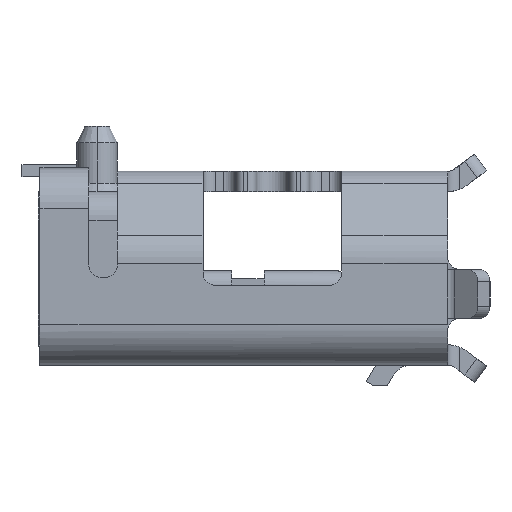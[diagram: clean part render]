
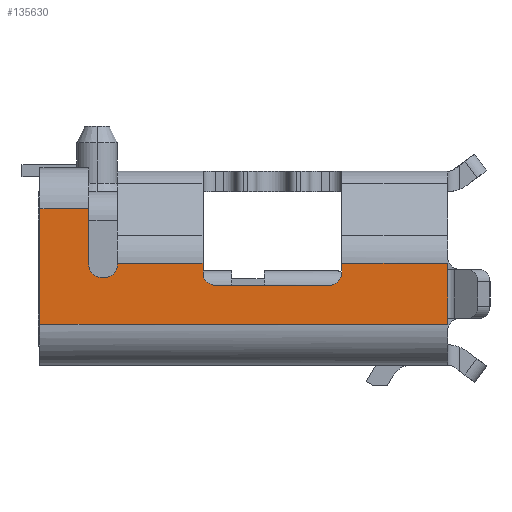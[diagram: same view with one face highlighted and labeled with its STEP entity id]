
A CAD part, left-side view. The second image highlights one B-rep face of the part: STEP entity #135630.
In plain terms, the highlighted planar face has unit normal (-1, 0, 0).
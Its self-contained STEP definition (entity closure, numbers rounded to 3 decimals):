
#99380=CARTESIAN_POINT('',(2.5,-20.75,3.185));
#99390=VERTEX_POINT('',#99380);
#99420=CARTESIAN_POINT('',(2.5,-20.75,3.066));
#99430=DIRECTION('',(0.,0.,1.));
#99440=VECTOR('',#99430,0.119);
#99450=LINE('',#99420,#99440);
#99460=CARTESIAN_POINT('',(2.5,-20.75,3.066));
#99470=VERTEX_POINT('',#99460);
#99480=EDGE_CURVE('',#99470,#99390,#99450,.T.);
#126550=CARTESIAN_POINT('',(2.5,-21.8,3.085));
#126560=VERTEX_POINT('',#126550);
#126590=CARTESIAN_POINT('',(2.5,-21.95,3.085));
#126600=DIRECTION('',(1.,0.,0.));
#126610=DIRECTION('',(0.,1.,0.));
#126620=AXIS2_PLACEMENT_3D('',#126590,#126600,#126610);
#126630=CIRCLE('',#126620,0.15);
#126640=CARTESIAN_POINT('',(2.5,-21.95,3.235));
#126650=VERTEX_POINT('',#126640);
#126660=EDGE_CURVE('',#126560,#126650,#126630,.T.);
#126840=CARTESIAN_POINT('',(2.5,-22.,3.235));
#126850=DIRECTION('',(0.,1.,0.));
#126860=VECTOR('',#126850,0.05);
#126870=LINE('',#126840,#126860);
#126880=CARTESIAN_POINT('',(2.5,-22.,3.235));
#126890=VERTEX_POINT('',#126880);
#126900=EDGE_CURVE('',#126890,#126650,#126870,.T.);
#127060=CARTESIAN_POINT('',(2.5,-22.15,3.085));
#127070=DIRECTION('',(-0.,0.,-1.));
#127080=VECTOR('',#127070,0.69);
#127090=LINE('',#127060,#127080);
#127100=CARTESIAN_POINT('',(2.5,-22.15,3.085));
#127110=VERTEX_POINT('',#127100);
#127120=CARTESIAN_POINT('',(2.5,-22.15,2.395));
#127130=VERTEX_POINT('',#127120);
#127140=EDGE_CURVE('',#127110,#127130,#127090,.T.);
#132100=CARTESIAN_POINT('',(2.5,-17.75,3.74));
#132110=VERTEX_POINT('',#132100);
#133880=CARTESIAN_POINT('',(2.5,-20.6,3.185));
#133890=DIRECTION('',(1.,0.,0.));
#133900=DIRECTION('',(0.,0.,1.));
#133910=AXIS2_PLACEMENT_3D('',#133880,#133890,#133900);
#133920=CIRCLE('',#133910,0.15);
#133930=CARTESIAN_POINT('',(2.5,-20.6,3.335));
#133940=VERTEX_POINT('',#133930);
#133950=EDGE_CURVE('',#133940,#99390,#133920,.T.);
#134130=CARTESIAN_POINT('',(2.5,-17.75,3.066));
#134140=DIRECTION('',(0.,-1.,0.));
#134150=VECTOR('',#134140,1.);
#134160=LINE('',#134130,#134150);
#134170=CARTESIAN_POINT('',(2.5,-21.8,3.066));
#134180=VERTEX_POINT('',#134170);
#134190=EDGE_CURVE('',#99470,#134180,#134160,.T.);
#134600=CARTESIAN_POINT('',(2.5,-17.75,3.066));
#134610=DIRECTION('',(1.,0.,0.));
#134620=DIRECTION('',(0.,0.,1.));
#134630=AXIS2_PLACEMENT_3D('',#134600,#134610,#134620);
#134640=PLANE('',#134630);
#134650=CARTESIAN_POINT('',(2.5,-22.75,2.395));
#134660=DIRECTION('',(0.,0.,1.));
#134670=VECTOR('',#134660,1.42);
#134680=LINE('',#134650,#134670);
#134690=CARTESIAN_POINT('',(2.5,-22.75,2.395));
#134700=VERTEX_POINT('',#134690);
#134710=CARTESIAN_POINT('',(2.5,-22.75,3.815));
#134720=VERTEX_POINT('',#134710);
#134730=EDGE_CURVE('',#134700,#134720,#134680,.T.);
#134740=ORIENTED_EDGE('',*,*,#134730,.T.);
#134750=CARTESIAN_POINT('',(2.5,-22.75,2.395));
#134760=DIRECTION('',(0.,1.,0.));
#134770=VECTOR('',#134760,0.6);
#134780=LINE('',#134750,#134770);
#134790=EDGE_CURVE('',#134700,#127130,#134780,.T.);
#134800=ORIENTED_EDGE('',*,*,#134790,.F.);
#134810=ORIENTED_EDGE('',*,*,#127140,.T.);
#134820=CARTESIAN_POINT('',(2.5,-22.,3.085));
#134830=DIRECTION('',(1.,0.,0.));
#134840=DIRECTION('',(0.,0.,1.));
#134850=AXIS2_PLACEMENT_3D('',#134820,#134830,#134840);
#134860=CIRCLE('',#134850,0.15);
#134870=EDGE_CURVE('',#126890,#127110,#134860,.T.);
#134880=ORIENTED_EDGE('',*,*,#134870,.T.);
#134890=ORIENTED_EDGE('',*,*,#126900,.F.);
#134900=ORIENTED_EDGE('',*,*,#126660,.T.);
#134910=CARTESIAN_POINT('',(2.5,-21.8,3.066));
#134920=DIRECTION('',(0.,0.,1.));
#134930=VECTOR('',#134920,0.019);
#134940=LINE('',#134910,#134930);
#134950=EDGE_CURVE('',#134180,#126560,#134940,.T.);
#134960=ORIENTED_EDGE('',*,*,#134950,.T.);
#134970=ORIENTED_EDGE('',*,*,#134190,.T.);
#134980=ORIENTED_EDGE('',*,*,#99480,.F.);
#134990=ORIENTED_EDGE('',*,*,#133950,.T.);
#135000=CARTESIAN_POINT('',(2.5,-17.75,3.335));
#135010=DIRECTION('',(0.,1.,0.));
#135020=VECTOR('',#135010,1.);
#135030=LINE('',#135000,#135020);
#135040=CARTESIAN_POINT('',(2.5,-19.2,3.335));
#135050=VERTEX_POINT('',#135040);
#135060=EDGE_CURVE('',#133940,#135050,#135030,.T.);
#135070=ORIENTED_EDGE('',*,*,#135060,.F.);
#135080=CARTESIAN_POINT('',(2.5,-19.2,3.185));
#135090=DIRECTION('',(1.,0.,0.));
#135100=DIRECTION('',(0.,1.,0.));
#135110=AXIS2_PLACEMENT_3D('',#135080,#135090,#135100);
#135120=CIRCLE('',#135110,0.15);
#135130=CARTESIAN_POINT('',(2.5,-19.05,3.185));
#135140=VERTEX_POINT('',#135130);
#135150=EDGE_CURVE('',#135140,#135050,#135120,.T.);
#135160=ORIENTED_EDGE('',*,*,#135150,.T.);
#135170=CARTESIAN_POINT('',(2.5,-19.05,3.066));
#135180=DIRECTION('',(0.,0.,1.));
#135190=VECTOR('',#135180,0.119);
#135200=LINE('',#135170,#135190);
#135210=CARTESIAN_POINT('',(2.5,-19.05,3.066));
#135220=VERTEX_POINT('',#135210);
#135230=EDGE_CURVE('',#135220,#135140,#135200,.T.);
#135240=ORIENTED_EDGE('',*,*,#135230,.T.);
#135250=CARTESIAN_POINT('',(2.5,-17.75,3.066));
#135260=DIRECTION('',(0.,-1.,0.));
#135270=VECTOR('',#135260,1.);
#135280=LINE('',#135250,#135270);
#135290=CARTESIAN_POINT('',(2.5,-17.75,3.066));
#135300=VERTEX_POINT('',#135290);
#135310=EDGE_CURVE('',#135300,#135220,#135280,.T.);
#135320=ORIENTED_EDGE('',*,*,#135310,.T.);
#135330=CARTESIAN_POINT('',(2.5,-17.75,3.066));
#135340=DIRECTION('',(0.,0.,1.));
#135350=VECTOR('',#135340,0.075);
#135360=LINE('',#135330,#135350);
#135370=CARTESIAN_POINT('',(2.5,-17.75,3.141));
#135380=VERTEX_POINT('',#135370);
#135390=EDGE_CURVE('',#135300,#135380,#135360,.T.);
#135400=ORIENTED_EDGE('',*,*,#135390,.F.);
#135410=CARTESIAN_POINT('',(2.5,-17.75,3.74));
#135420=DIRECTION('',(-0.,0.,-1.));
#135430=VECTOR('',#135420,0.599);
#135440=LINE('',#135410,#135430);
#135450=EDGE_CURVE('',#132110,#135380,#135440,.T.);
#135460=ORIENTED_EDGE('',*,*,#135450,.T.);
#135470=CARTESIAN_POINT('',(2.5,-17.75,3.74));
#135480=DIRECTION('',(0.,0.,1.));
#135490=VECTOR('',#135480,0.075);
#135500=LINE('',#135470,#135490);
#135510=CARTESIAN_POINT('',(2.5,-17.75,3.815));
#135520=VERTEX_POINT('',#135510);
#135530=EDGE_CURVE('',#132110,#135520,#135500,.T.);
#135540=ORIENTED_EDGE('',*,*,#135530,.F.);
#135550=CARTESIAN_POINT('',(2.5,-17.75,3.815));
#135560=DIRECTION('',(0.,-1.,0.));
#135570=VECTOR('',#135560,1.);
#135580=LINE('',#135550,#135570);
#135590=EDGE_CURVE('',#135520,#134720,#135580,.T.);
#135600=ORIENTED_EDGE('',*,*,#135590,.F.);
#135610=EDGE_LOOP('',(#135600,#135540,#135460,#135400,#135320,#135240,
#135160,#135070,#134990,#134980,#134970,#134960,#134900,#134890,#134880,
#134810,#134800,#134740));
#135620=FACE_OUTER_BOUND('',#135610,.T.);
#135630=ADVANCED_FACE('',(#135620),#134640,.F.);
